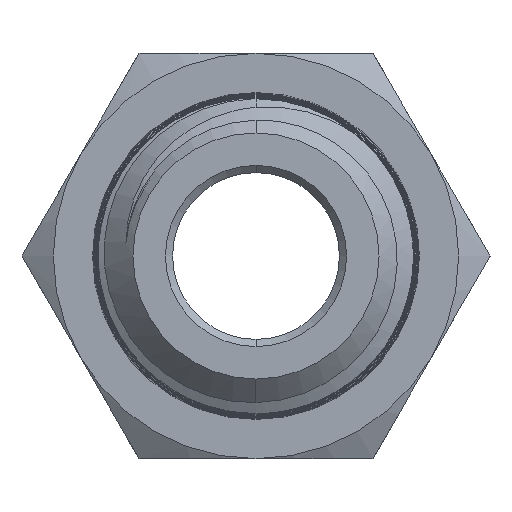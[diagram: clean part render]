
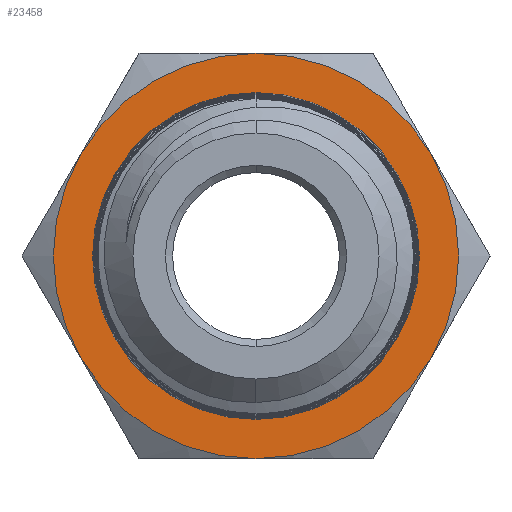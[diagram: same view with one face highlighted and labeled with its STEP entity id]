
A CAD part, front view. The second image highlights one B-rep face of the part: STEP entity #23458.
In plain terms, the highlighted planar face has unit normal (0, -1, 0).
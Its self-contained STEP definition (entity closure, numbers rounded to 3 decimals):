
#767 = CIRCLE ( 'NONE', #42637, 8.5 ) ;
#873 = CARTESIAN_POINT ( 'NONE',  ( 0., 0., 0. ) ) ;
#1127 = EDGE_LOOP ( 'NONE', ( #4210, #33487, #36271, #12675, #37630, #39623 ) ) ;
#1419 = CARTESIAN_POINT ( 'NONE',  ( 0., 0., -8.5 ) ) ;
#1522 = EDGE_CURVE ( 'NONE', #26238, #17957, #39600, .T. ) ;
#2503 = CIRCLE ( 'NONE', #25823, 8.5 ) ;
#3118 = CARTESIAN_POINT ( 'NONE',  ( 0., 0., 0. ) ) ;
#3253 = EDGE_CURVE ( 'NONE', #15724, #24793, #19637, .T. ) ;
#3328 = DIRECTION ( 'NONE',  ( 0., 0., 1. ) ) ;
#3703 = VERTEX_POINT ( 'NONE', #28629 ) ;
#4210 = ORIENTED_EDGE ( 'NONE', *, *, #8717, .F. ) ;
#4322 = DIRECTION ( 'NONE',  ( 0., 0., 1. ) ) ;
#4359 = EDGE_CURVE ( 'NONE', #23535, #5237, #767, .T. ) ;
#5237 = VERTEX_POINT ( 'NONE', #11356 ) ;
#5655 = VERTEX_POINT ( 'NONE', #27248 ) ;
#6029 = DIRECTION ( 'NONE',  ( 0., 0., 1. ) ) ;
#6181 = CARTESIAN_POINT ( 'NONE',  ( 7.361, 0., 4.25 ) ) ;
#6578 = ORIENTED_EDGE ( 'NONE', *, *, #3253, .F. ) ;
#6579 = DIRECTION ( 'NONE',  ( 0., 0., 1. ) ) ;
#6682 = EDGE_CURVE ( 'NONE', #5655, #3703, #9861, .T. ) ;
#8050 = EDGE_CURVE ( 'NONE', #17957, #5655, #24282, .T. ) ;
#8349 = AXIS2_PLACEMENT_3D ( 'NONE', #16694, #40787, #20175 ) ;
#8717 = EDGE_CURVE ( 'NONE', #5237, #26238, #29116, .T. ) ;
#9637 = EDGE_LOOP ( 'NONE', ( #27996, #6578 ) ) ;
#9664 = CARTESIAN_POINT ( 'NONE',  ( 0., 0., 0. ) ) ;
#9724 = CARTESIAN_POINT ( 'NONE',  ( 0., 0., 0. ) ) ;
#9861 = CIRCLE ( 'NONE', #17003, 8.5 ) ;
#11193 = AXIS2_PLACEMENT_3D ( 'NONE', #9664, #33782, #13130 ) ;
#11356 = CARTESIAN_POINT ( 'NONE',  ( 7.361, 0., -4.25 ) ) ;
#11763 = DIRECTION ( 'NONE',  ( 0., 0., 1. ) ) ;
#11773 = CARTESIAN_POINT ( 'NONE',  ( -7.361, 0., -4.25 ) ) ;
#12372 = CARTESIAN_POINT ( 'NONE',  ( 0., 0., 0. ) ) ;
#12675 = ORIENTED_EDGE ( 'NONE', *, *, #6682, .F. ) ;
#12807 = CARTESIAN_POINT ( 'NONE',  ( 0., 0., 0. ) ) ;
#13130 = DIRECTION ( 'NONE',  ( 0., 0., 1. ) ) ;
#13188 = DIRECTION ( 'NONE',  ( 0., 0., 1. ) ) ;
#15204 = AXIS2_PLACEMENT_3D ( 'NONE', #21253, #25840, #11763 ) ;
#15724 = VERTEX_POINT ( 'NONE', #28833 ) ;
#15836 = DIRECTION ( 'NONE',  ( 0., 0., 1. ) ) ;
#16238 = AXIS2_PLACEMENT_3D ( 'NONE', #12807, #26724, #6029 ) ;
#16694 = CARTESIAN_POINT ( 'NONE',  ( 0., 0., 0. ) ) ;
#17003 = AXIS2_PLACEMENT_3D ( 'NONE', #12372, #36496, #15836 ) ;
#17957 = VERTEX_POINT ( 'NONE', #11773 ) ;
#19637 = CIRCLE ( 'NONE', #42053, 6.855 ) ;
#20175 = DIRECTION ( 'NONE',  ( 0., 0., 1. ) ) ;
#21081 = EDGE_CURVE ( 'NONE', #3703, #23535, #2503, .T. ) ;
#21232 = FACE_OUTER_BOUND ( 'NONE', #1127, .T. ) ;
#21253 = CARTESIAN_POINT ( 'NONE',  ( 0., 0., 0. ) ) ;
#23243 = PLANE ( 'NONE',  #16238 ) ;
#23458 = ADVANCED_FACE ( 'NONE', ( #30408, #21232 ), #23243, .F. ) ;
#23535 = VERTEX_POINT ( 'NONE', #6181 ) ;
#23999 = DIRECTION ( 'NONE',  ( 0., -1., 0. ) ) ;
#24282 = CIRCLE ( 'NONE', #8349, 8.5 ) ;
#24793 = VERTEX_POINT ( 'NONE', #43744 ) ;
#25021 = DIRECTION ( 'NONE',  ( 0., 1., 0. ) ) ;
#25823 = AXIS2_PLACEMENT_3D ( 'NONE', #3118, #27276, #6579 ) ;
#25840 = DIRECTION ( 'NONE',  ( 0., 1., 0. ) ) ;
#26238 = VERTEX_POINT ( 'NONE', #1419 ) ;
#26724 = DIRECTION ( 'NONE',  ( 0., 1., 0. ) ) ;
#27248 = CARTESIAN_POINT ( 'NONE',  ( -7.361, 0., 4.25 ) ) ;
#27276 = DIRECTION ( 'NONE',  ( 0., 1., 0. ) ) ;
#27996 = ORIENTED_EDGE ( 'NONE', *, *, #36053, .F. ) ;
#28629 = CARTESIAN_POINT ( 'NONE',  ( 0., 0., 8.5 ) ) ;
#28833 = CARTESIAN_POINT ( 'NONE',  ( 0., 0., -6.855 ) ) ;
#29116 = CIRCLE ( 'NONE', #38373, 8.5 ) ;
#30408 = FACE_BOUND ( 'NONE', #9637, .T. ) ;
#33487 = ORIENTED_EDGE ( 'NONE', *, *, #4359, .F. ) ;
#33782 = DIRECTION ( 'NONE',  ( 0., -1., 0. ) ) ;
#33845 = DIRECTION ( 'NONE',  ( 0., 1., 0. ) ) ;
#33961 = CIRCLE ( 'NONE', #11193, 6.855 ) ;
#36053 = EDGE_CURVE ( 'NONE', #24793, #15724, #33961, .T. ) ;
#36271 = ORIENTED_EDGE ( 'NONE', *, *, #21081, .F. ) ;
#36496 = DIRECTION ( 'NONE',  ( 0., 1., 0. ) ) ;
#37630 = ORIENTED_EDGE ( 'NONE', *, *, #8050, .F. ) ;
#38373 = AXIS2_PLACEMENT_3D ( 'NONE', #873, #25021, #4322 ) ;
#39600 = CIRCLE ( 'NONE', #15204, 8.5 ) ;
#39623 = ORIENTED_EDGE ( 'NONE', *, *, #1522, .F. ) ;
#40787 = DIRECTION ( 'NONE',  ( 0., 1., 0. ) ) ;
#42053 = AXIS2_PLACEMENT_3D ( 'NONE', #44549, #23999, #3328 ) ;
#42637 = AXIS2_PLACEMENT_3D ( 'NONE', #9724, #33845, #13188 ) ;
#43744 = CARTESIAN_POINT ( 'NONE',  ( 0., 0., 6.855 ) ) ;
#44549 = CARTESIAN_POINT ( 'NONE',  ( 0., 0., 0. ) ) ;
